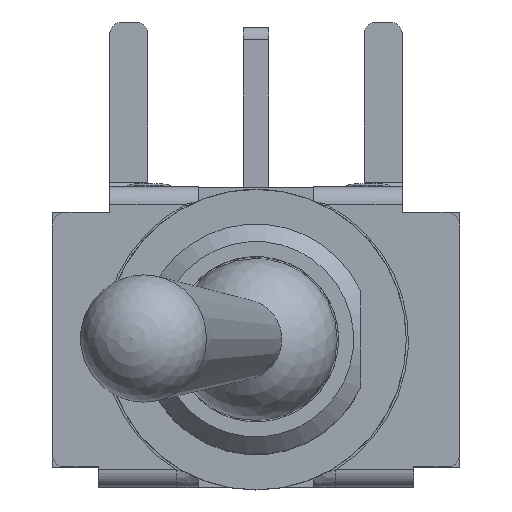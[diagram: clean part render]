
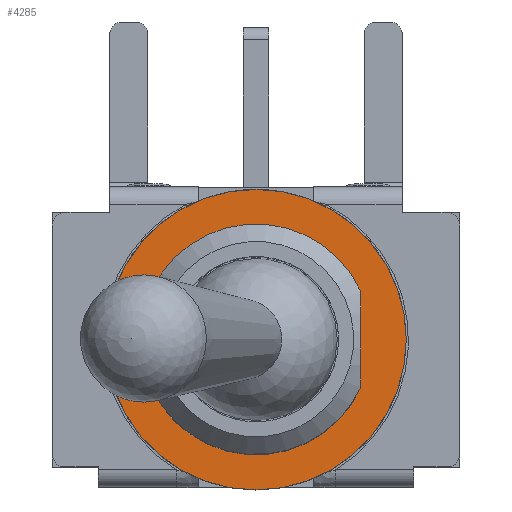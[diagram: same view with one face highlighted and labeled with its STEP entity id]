
A CAD part, top view. The second image highlights one B-rep face of the part: STEP entity #4285.
In plain terms, the highlighted planar face has unit normal (0, 0, 1).
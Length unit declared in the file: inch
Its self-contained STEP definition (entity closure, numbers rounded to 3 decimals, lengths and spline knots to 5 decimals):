
#32=FACE_BOUND('',#692,.T.);
#242=PLANE('',#4644);
#462=FACE_OUTER_BOUND('',#691,.T.);
#691=EDGE_LOOP('',(#3987));
#692=EDGE_LOOP('',(#3988,#3989));
#1135=LINE('',#7649,#1583);
#1583=VECTOR('',#5739,0.3937);
#1712=CIRCLE('',#4620,0.11811);
#1726=CIRCLE('',#4643,0.09055);
#2110=VERTEX_POINT('',#7594);
#2124=VERTEX_POINT('',#7646);
#2125=VERTEX_POINT('',#7648);
#2728=EDGE_CURVE('',#2110,#2110,#1712,.T.);
#2750=EDGE_CURVE('',#2125,#2124,#1135,.T.);
#2752=EDGE_CURVE('',#2124,#2125,#1726,.T.);
#3987=ORIENTED_EDGE('',*,*,#2728,.F.);
#3988=ORIENTED_EDGE('',*,*,#2750,.T.);
#3989=ORIENTED_EDGE('',*,*,#2752,.T.);
#4285=ADVANCED_FACE('',(#462,#32),#242,.F.);
#4620=AXIS2_PLACEMENT_3D('',#7595,#5692,#5693);
#4643=AXIS2_PLACEMENT_3D('',#7653,#5745,#5746);
#4644=AXIS2_PLACEMENT_3D('',#7654,#5747,#5748);
#5692=DIRECTION('center_axis',(0.,0.,
-1.));
#5693=DIRECTION('ref_axis',(-1.,0.,0.));
#5739=DIRECTION('',(0.,-1.,0.));
#5745=DIRECTION('center_axis',(0.,0.,
-1.));
#5746=DIRECTION('ref_axis',(-0.909,-0.417,0.));
#5747=DIRECTION('center_axis',(0.,0.,
-1.));
#5748=DIRECTION('ref_axis',(-1.,0.,0.));
#7594=CARTESIAN_POINT('',(0.11811,0.,0.32441));
#7595=CARTESIAN_POINT('Origin',(0.,0.,
0.32441));
#7646=CARTESIAN_POINT('',(0.08228,-0.0378,0.32441));
#7648=CARTESIAN_POINT('',(0.08228,0.0378,0.32441));
#7649=CARTESIAN_POINT('',(0.08228,0.0189,0.32441));
#7653=CARTESIAN_POINT('Origin',(0.,0.,
0.32441));
#7654=CARTESIAN_POINT('Origin',(0.,0.,
0.32441));
